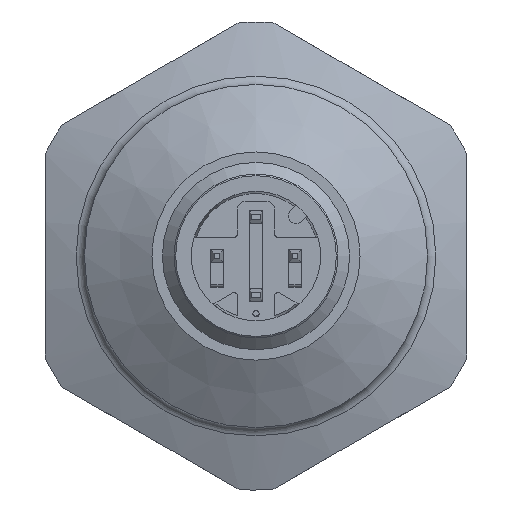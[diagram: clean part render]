
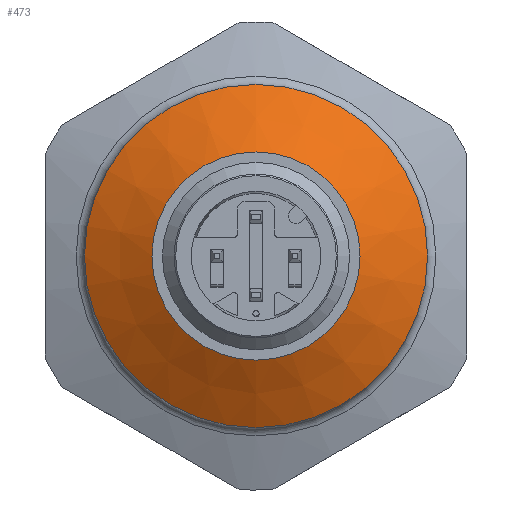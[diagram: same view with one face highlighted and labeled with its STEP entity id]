
A CAD part, front view. The second image highlights one B-rep face of the part: STEP entity #473.
In plain terms, the highlighted conical face has half-angle 60 degrees and reference radius 6.67 mm.
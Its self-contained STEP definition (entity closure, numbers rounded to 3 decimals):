
#473 = ADVANCED_FACE( '', ( #1011, #1012 ), #1013, .T. );
#1011 = FACE_OUTER_BOUND( '', #1579, .T. );
#1012 = FACE_BOUND( '', #1580, .T. );
#1013 = CONICAL_SURFACE( '', #1581, 6.67, 1.047 );
#1579 = EDGE_LOOP( '', ( #2903 ) );
#1580 = EDGE_LOOP( '', ( #2904 ) );
#1581 = AXIS2_PLACEMENT_3D( '', #2905, #2906, #2907 );
#2903 = ORIENTED_EDGE( '', *, *, #3210, .F. );
#2904 = ORIENTED_EDGE( '', *, *, #3602, .T. );
#2905 = CARTESIAN_POINT( '', ( 0., -57.8, 0. ) );
#2906 = DIRECTION( '', ( 0., 1., 0. ) );
#2907 = DIRECTION( '', ( 0., 0., 1. ) );
#3210 = EDGE_CURVE( '', #3819, #3819, #3820, .T. );
#3602 = EDGE_CURVE( '', #4428, #4428, #4429, .T. );
#3819 = VERTEX_POINT( '', #4688 );
#3820 = CIRCLE( '', #4689, 11. );
#4428 = VERTEX_POINT( '', #5618 );
#4429 = CIRCLE( '', #5619, 6.67 );
#4688 = CARTESIAN_POINT( '', ( 0., -55.3, 11. ) );
#4689 = AXIS2_PLACEMENT_3D( '', #5921, #5922, #5923 );
#5618 = CARTESIAN_POINT( '', ( 0., -57.8, 6.67 ) );
#5619 = AXIS2_PLACEMENT_3D( '', #6382, #6383, #6384 );
#5921 = CARTESIAN_POINT( '', ( 0., -55.3, 0. ) );
#5922 = DIRECTION( '', ( 0., 1., 0. ) );
#5923 = DIRECTION( '', ( 0., 0., 1. ) );
#6382 = CARTESIAN_POINT( '', ( 0., -57.8, 0. ) );
#6383 = DIRECTION( '', ( 0., 1., 0. ) );
#6384 = DIRECTION( '', ( 0., 0., 1. ) );
